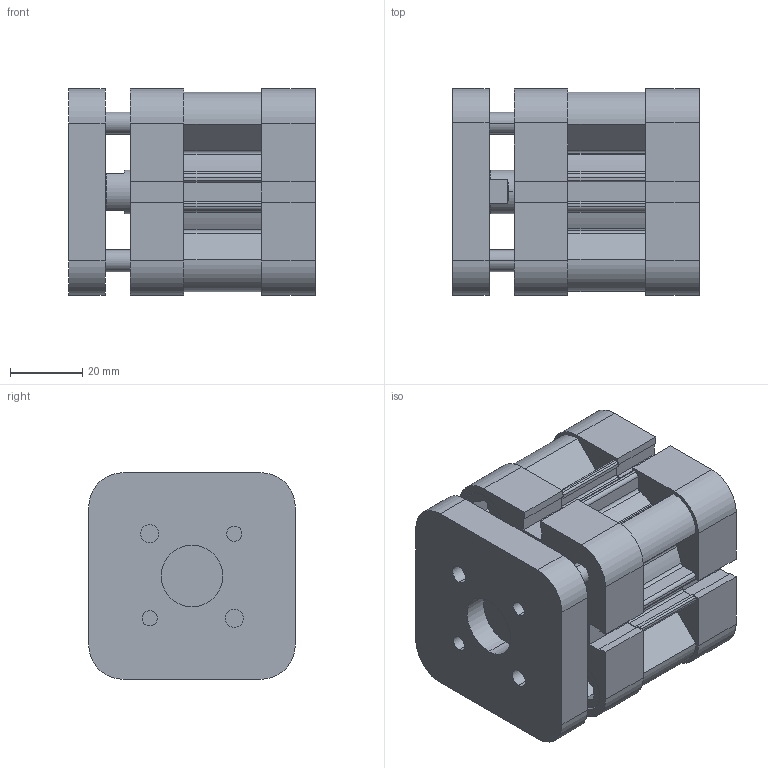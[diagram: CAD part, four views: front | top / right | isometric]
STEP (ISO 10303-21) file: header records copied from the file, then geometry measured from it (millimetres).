
FILE_DESCRIPTION (( 'STEP AP214' ), '1' );
FILE_NAME ('KCY-40-5-CYLINDER.STEP', '2013-07-24T14:24:27', ( '' ), ( '' ), 'SwSTEP 2.0', 'SolidWorks 2010', '' );
FILE_SCHEMA (( 'AUTOMOTIVE_DESIGN' ));
Length unit declared in the file: millimetre
Products named in the file (6): KCY  40  ARKA KAPAK; KCY  40  烰 KAPAK; KCY 40  BORU_Varsayýlan; KCY  40  M尳; KCY  40  BAÐ. BRAKET; KCY-40-5-CYLINDER
Assembly tree (5 placements, depth 2):
  KCY-40-5-CYLINDER
    KCY  40  烰 KAPAK
    KCY  40  BAÐ. BRAKET
    KCY 40  BORU_Varsayýlan
    KCY  40  M尳
    KCY  40  ARKA KAPAK
Bounding box: 68 x 57 x 57 mm (x, y, z)
Volume: 154313 mm3; surface area: 54664.6 mm2
Topology: 5 solids, 5 shells, 335 faces, 892 edges, 589 vertices
Faces by surface type: plane 173, cylinder 146, cone 16
Entity records: 11026 total; most frequent: DIRECTION 1874, CARTESIAN_POINT 1846, ORIENTED_EDGE 1780, EDGE_CURVE 890, AXIS2_PLACEMENT_3D 649, VERTEX_POINT 589, VECTOR 576, LINE 576
